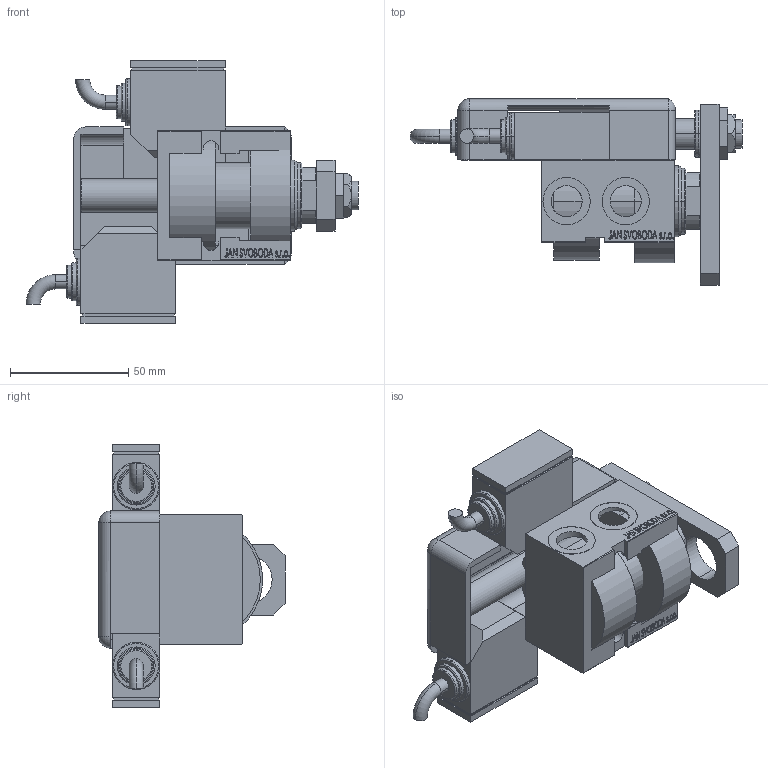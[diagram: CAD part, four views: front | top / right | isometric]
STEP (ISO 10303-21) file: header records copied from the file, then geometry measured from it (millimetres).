
FILE_DESCRIPTION (( 'STEP AP203' ), '1' );
FILE_NAME ('7012.STEP', '2021-11-02T00:22:50', ( '' ), ( '' ), 'SwSTEP 2.0', 'SolidWorks 2019', '' );
FILE_SCHEMA (( 'CONFIG_CONTROL_DESIGN' ));
Length unit declared in the file: millimetre
Products named in the file (13): V450CM_VC_B ee560e7d5cc427a5e96282d2fef2776d; NUT_D19 ee560e7d5cc427a5e96282d2fef2776d; ZARAZKA_Q ee560e7d5cc427a5e96282d2fef2776d; KRYT ee560e7d5cc427a5e96282d2fef2776d; V450CM_E ee560e7d5cc427a5e96282d2fef2776d; 7012; SWITCH Q ee560e7d5cc427a5e96282d2fef2776d; TYC ee560e7d5cc427a5e96282d2fef2776d; NUT_D13 ee560e7d5cc427a5e96282d2fef2776d; MAGNETIC SWITCH Q ee560e7d5cc427a5e96282d2fef2776d; SWITCH DIM A_G ee560e7d5cc427a5e96282d2fef2776d; SWITCH_Q_FRONT_BACK ee560e7d5cc427a5e96282d2fef2776d; V450CM_E_VCP ee560e7d5cc427a5e96282d2fef2776d
Assembly tree (13 placements, depth 3):
  7012
    V450CM_E ee560e7d5cc427a5e96282d2fef2776d
    V450CM_E_VCP ee560e7d5cc427a5e96282d2fef2776d
    V450CM_VC_B ee560e7d5cc427a5e96282d2fef2776d
    MAGNETIC SWITCH Q ee560e7d5cc427a5e96282d2fef2776d
      SWITCH_Q_FRONT_BACK ee560e7d5cc427a5e96282d2fef2776d
      TYC ee560e7d5cc427a5e96282d2fef2776d
      ZARAZKA_Q ee560e7d5cc427a5e96282d2fef2776d
      SWITCH DIM A_G ee560e7d5cc427a5e96282d2fef2776d
      NUT_D19 ee560e7d5cc427a5e96282d2fef2776d
      NUT_D13 ee560e7d5cc427a5e96282d2fef2776d
      KRYT ee560e7d5cc427a5e96282d2fef2776d
      SWITCH Q ee560e7d5cc427a5e96282d2fef2776d  x2
Bounding box: 140.46 x 78.8 x 111 mm (x, y, z)
Volume: 252664.1 mm3; surface area: 85513.6 mm2
Topology: 13 solids, 13 shells, 1235 faces, 3168 edges, 2092 vertices
Faces by surface type: plane 622, bspline 471, cylinder 98, torus 22, cone 20, sphere 2
Entity records: 59175 total; most frequent: CARTESIAN_POINT 31720, ORIENTED_EDGE 6140, DIRECTION 3812, EDGE_CURVE 3070, VERTEX_POINT 2032, VECTOR 1856, LINE 1856, EDGE_LOOP 1348
